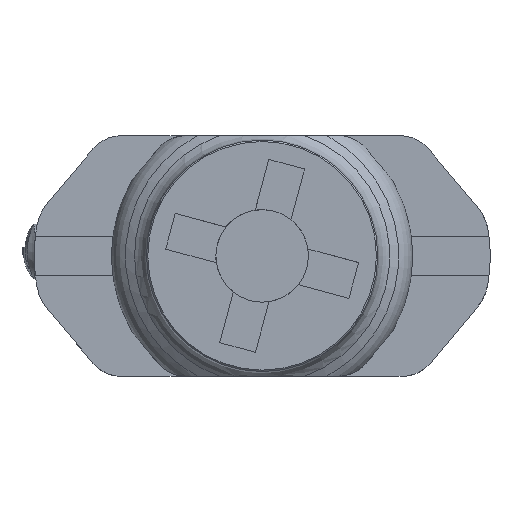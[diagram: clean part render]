
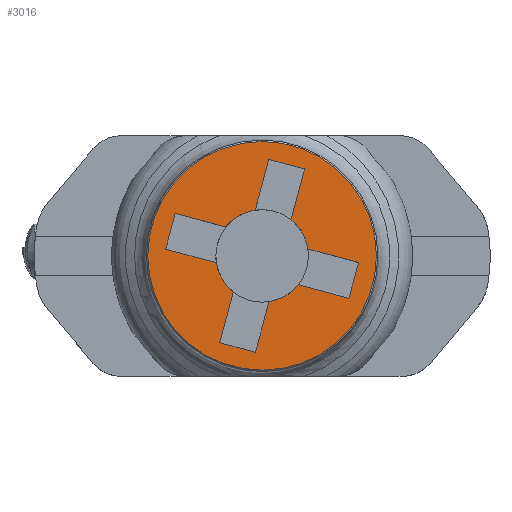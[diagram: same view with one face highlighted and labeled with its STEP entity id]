
A CAD part, top view. The second image highlights one B-rep face of the part: STEP entity #3016.
In plain terms, the highlighted planar face has unit normal (0, 0, 1).
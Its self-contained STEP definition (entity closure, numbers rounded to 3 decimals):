
#721=PLANE('',#10551);
#1554=LINE('',#14442,#2283);
#1557=LINE('',#14448,#2286);
#1561=LINE('',#14457,#2290);
#1566=LINE('',#14469,#2295);
#1567=LINE('',#14471,#2296);
#1572=LINE('',#14483,#2301);
#1577=LINE('',#14506,#2306);
#1578=LINE('',#14508,#2307);
#1579=LINE('',#14510,#2308);
#1580=LINE('',#14512,#2309);
#1581=LINE('',#14513,#2310);
#1582=LINE('',#14515,#2311);
#2283=VECTOR('',#11602,1.);
#2286=VECTOR('',#11607,1.);
#2290=VECTOR('',#11613,1.);
#2295=VECTOR('',#11624,1.);
#2296=VECTOR('',#11627,1.);
#2301=VECTOR('',#11638,1.);
#2306=VECTOR('',#11661,1.);
#2307=VECTOR('',#11662,1.);
#2308=VECTOR('',#11663,1.);
#2309=VECTOR('',#11664,1.);
#2310=VECTOR('',#11665,1.);
#2311=VECTOR('',#11666,1.);
#3016=ADVANCED_FACE('',(#3876,#3877),#721,.T.);
#3876=FACE_BOUND('',#4033,.T.);
#3877=FACE_BOUND('',#4034,.T.);
#4033=EDGE_LOOP('',(#4802,#4803,#4804,#4805,#4806,#4807,#4808,#4809,#4810,
#4811,#4812,#4813,#4814,#4815,#4816,#4817));
#4034=EDGE_LOOP('',(#4818));
#4802=ORIENTED_EDGE('',*,*,#8588,.F.);
#4803=ORIENTED_EDGE('',*,*,#8577,.F.);
#4804=ORIENTED_EDGE('',*,*,#8563,.T.);
#4805=ORIENTED_EDGE('',*,*,#8556,.T.);
#4806=ORIENTED_EDGE('',*,*,#8569,.T.);
#4807=ORIENTED_EDGE('',*,*,#8586,.F.);
#4808=ORIENTED_EDGE('',*,*,#8589,.T.);
#4809=ORIENTED_EDGE('',*,*,#8590,.F.);
#4810=ORIENTED_EDGE('',*,*,#8591,.F.);
#4811=ORIENTED_EDGE('',*,*,#8582,.F.);
#4812=ORIENTED_EDGE('',*,*,#8570,.T.);
#4813=ORIENTED_EDGE('',*,*,#8559,.T.);
#4814=ORIENTED_EDGE('',*,*,#8576,.T.);
#4815=ORIENTED_EDGE('',*,*,#8581,.F.);
#4816=ORIENTED_EDGE('',*,*,#8592,.T.);
#4817=ORIENTED_EDGE('',*,*,#8593,.F.);
#4818=ORIENTED_EDGE('',*,*,#8554,.T.);
#7556=VERTEX_POINT('',#14437);
#7558=VERTEX_POINT('',#14441);
#7559=VERTEX_POINT('',#14443);
#7561=VERTEX_POINT('',#14449);
#7562=VERTEX_POINT('',#14450);
#7565=VERTEX_POINT('',#14458);
#7568=VERTEX_POINT('',#14468);
#7569=VERTEX_POINT('',#14472);
#7572=VERTEX_POINT('',#14482);
#7573=VERTEX_POINT('',#14486);
#7576=VERTEX_POINT('',#14492);
#7577=VERTEX_POINT('',#14495);
#7580=VERTEX_POINT('',#14501);
#7582=VERTEX_POINT('',#14507);
#7583=VERTEX_POINT('',#14509);
#7584=VERTEX_POINT('',#14511);
#7585=VERTEX_POINT('',#14514);
#8554=EDGE_CURVE('',#7556,#7556,#9949,.T.);
#8556=EDGE_CURVE('',#7559,#7558,#1554,.T.);
#8559=EDGE_CURVE('',#7561,#7562,#1557,.T.);
#8563=EDGE_CURVE('',#7565,#7559,#1561,.T.);
#8569=EDGE_CURVE('',#7558,#7568,#1566,.T.);
#8570=EDGE_CURVE('',#7569,#7561,#1567,.T.);
#8576=EDGE_CURVE('',#7562,#7572,#1572,.T.);
#8577=EDGE_CURVE('',#7565,#7573,#9952,.T.);
#8581=EDGE_CURVE('',#7576,#7572,#9954,.T.);
#8582=EDGE_CURVE('',#7569,#7577,#9955,.T.);
#8586=EDGE_CURVE('',#7580,#7568,#9957,.T.);
#8588=EDGE_CURVE('',#7573,#7582,#1577,.T.);
#8589=EDGE_CURVE('',#7580,#7583,#1578,.T.);
#8590=EDGE_CURVE('',#7584,#7583,#1579,.T.);
#8591=EDGE_CURVE('',#7577,#7584,#1580,.T.);
#8592=EDGE_CURVE('',#7576,#7585,#1581,.T.);
#8593=EDGE_CURVE('',#7582,#7585,#1582,.T.);
#9949=CIRCLE('',#10531,49.4);
#9952=CIRCLE('',#10543,20.);
#9954=CIRCLE('',#10545,20.);
#9955=CIRCLE('',#10546,20.);
#9957=CIRCLE('',#10548,20.);
#10531=AXIS2_PLACEMENT_3D('',#14436,#11597,#11598);
#10543=AXIS2_PLACEMENT_3D('',#14485,#11641,#11642);
#10545=AXIS2_PLACEMENT_3D('',#14493,#11647,#11648);
#10546=AXIS2_PLACEMENT_3D('',#14494,#11649,#11650);
#10548=AXIS2_PLACEMENT_3D('',#14502,#11655,#11656);
#10551=AXIS2_PLACEMENT_3D('',#14516,#11667,#11668);
#11597=DIRECTION('',(0.,0.,1.));
#11598=DIRECTION('',(1.,0.,0.));
#11602=DIRECTION('',(0.966,-0.259,0.));
#11607=DIRECTION('',(-0.966,0.259,0.));
#11613=DIRECTION('',(0.259,0.966,0.));
#11624=DIRECTION('',(-0.259,-0.966,0.));
#11627=DIRECTION('',(-0.259,-0.966,0.));
#11638=DIRECTION('',(0.259,0.966,0.));
#11641=DIRECTION('',(0.,0.,1.));
#11642=DIRECTION('',(1.,0.,0.));
#11647=DIRECTION('',(0.,0.,1.));
#11648=DIRECTION('',(1.,0.,0.));
#11649=DIRECTION('',(0.,0.,1.));
#11650=DIRECTION('',(1.,0.,0.));
#11655=DIRECTION('',(0.,0.,1.));
#11656=DIRECTION('',(1.,0.,0.));
#11661=DIRECTION('',(-0.966,0.259,0.));
#11662=DIRECTION('',(0.966,-0.259,0.));
#11663=DIRECTION('',(0.259,0.966,0.));
#11664=DIRECTION('',(0.966,-0.259,0.));
#11665=DIRECTION('',(-0.966,0.259,0.));
#11666=DIRECTION('',(-0.259,-0.966,0.));
#11667=DIRECTION('',(0.,0.,1.));
#11668=DIRECTION('',(1.,0.,0.));
#14436=CARTESIAN_POINT('',(0.,0.,0.));
#14437=CARTESIAN_POINT('',(49.4,0.,0.));
#14441=CARTESIAN_POINT('',(18.339,37.532,0.));
#14442=CARTESIAN_POINT('',(16.48,38.031,0.));
#14443=CARTESIAN_POINT('',(2.884,41.674,0.));
#14448=CARTESIAN_POINT('',(-16.48,-38.031,0.));
#14449=CARTESIAN_POINT('',(-2.884,-41.674,0.));
#14450=CARTESIAN_POINT('',(-18.339,-37.532,0.));
#14457=CARTESIAN_POINT('',(2.367,39.742,0.));
#14458=CARTESIAN_POINT('',(-2.983,19.776,0.));
#14468=CARTESIAN_POINT('',(12.472,15.635,0.));
#14469=CARTESIAN_POINT('',(9.151,3.242,0.));
#14471=CARTESIAN_POINT('',(-2.367,-39.742,0.));
#14472=CARTESIAN_POINT('',(2.983,-19.776,0.));
#14482=CARTESIAN_POINT('',(-12.472,-15.635,0.));
#14483=CARTESIAN_POINT('',(-9.151,-3.242,0.));
#14485=CARTESIAN_POINT('',(0.,0.,0.));
#14486=CARTESIAN_POINT('',(-15.635,12.472,0.));
#14492=CARTESIAN_POINT('',(-19.776,-2.983,0.));
#14493=CARTESIAN_POINT('',(0.,0.,0.));
#14494=CARTESIAN_POINT('',(0.,0.,0.));
#14495=CARTESIAN_POINT('',(15.635,-12.472,0.));
#14501=CARTESIAN_POINT('',(19.776,2.983,0.));
#14502=CARTESIAN_POINT('',(0.,0.,0.));
#14506=CARTESIAN_POINT('',(-44.58,20.227,0.));
#14507=CARTESIAN_POINT('',(-37.532,18.339,0.));
#14508=CARTESIAN_POINT('',(-44.58,20.227,0.));
#14509=CARTESIAN_POINT('',(41.674,-2.884,0.));
#14510=CARTESIAN_POINT('',(36.254,-23.112,0.));
#14511=CARTESIAN_POINT('',(37.532,-18.339,0.));
#14512=CARTESIAN_POINT('',(-48.721,4.773,0.));
#14513=CARTESIAN_POINT('',(-48.721,4.773,0.));
#14514=CARTESIAN_POINT('',(-41.674,2.884,0.));
#14515=CARTESIAN_POINT('',(-42.952,-1.888,0.));
#14516=CARTESIAN_POINT('',(-50.,0.,0.));
